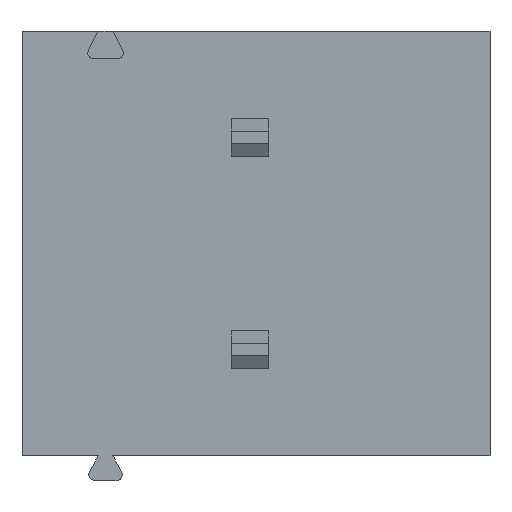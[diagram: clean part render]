
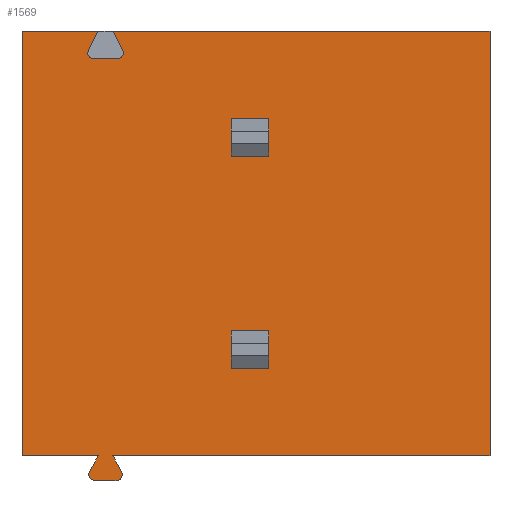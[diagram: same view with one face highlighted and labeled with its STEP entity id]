
A CAD part, front view. The second image highlights one B-rep face of the part: STEP entity #1569.
In plain terms, the highlighted planar face has unit normal (0, -1, 0).
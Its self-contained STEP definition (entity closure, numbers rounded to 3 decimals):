
#38=DIRECTION('',(1.,0.,0.));
#39=VECTOR('',#38,1.81);
#40=CARTESIAN_POINT('',(-5.46,-7.696,7.62));
#41=LINE('',#40,#39);
#85=DIRECTION('',(1.,0.,0.));
#86=VECTOR('',#85,9.01);
#87=CARTESIAN_POINT('',(-3.27,-7.696,7.62));
#88=LINE('',#87,#86);
#119=DIRECTION('',(1.,0.,0.));
#120=VECTOR('',#119,0.9);
#121=CARTESIAN_POINT('',(-0.45,-7.696,-0.45));
#122=LINE('',#121,#120);
#123=DIRECTION('',(0.,0.,1.));
#124=VECTOR('',#123,0.9);
#125=CARTESIAN_POINT('',(0.45,-7.696,-0.45));
#126=LINE('',#125,#124);
#127=DIRECTION('',(1.,0.,0.));
#128=VECTOR('',#127,0.9);
#129=CARTESIAN_POINT('',(-0.45,-7.696,0.45));
#130=LINE('',#129,#128);
#131=DIRECTION('',(0.,0.,1.));
#132=VECTOR('',#131,0.9);
#133=CARTESIAN_POINT('',(-0.45,-7.696,-0.45));
#134=LINE('',#133,#132);
#135=DIRECTION('',(1.,0.,0.));
#136=VECTOR('',#135,0.9);
#137=CARTESIAN_POINT('',(-0.45,-7.696,4.63));
#138=LINE('',#137,#136);
#139=DIRECTION('',(0.,0.,1.));
#140=VECTOR('',#139,0.9);
#141=CARTESIAN_POINT('',(0.45,-7.696,4.63));
#142=LINE('',#141,#140);
#143=DIRECTION('',(1.,0.,0.));
#144=VECTOR('',#143,0.9);
#145=CARTESIAN_POINT('',(-0.45,-7.696,5.53));
#146=LINE('',#145,#144);
#147=DIRECTION('',(0.,0.,1.));
#148=VECTOR('',#147,0.9);
#149=CARTESIAN_POINT('',(-0.45,-7.696,4.63));
#150=LINE('',#149,#148);
#151=DIRECTION('',(-0.432,0.,0.902));
#152=VECTOR('',#151,0.514);
#153=CARTESIAN_POINT('',(-3.048,-7.696,7.156));
#154=LINE('',#153,#152);
#155=DIRECTION('',(-0.48,0.,0.877));
#156=VECTOR('',#155,0.431);
#157=CARTESIAN_POINT('',(-3.078,-7.696,
-2.918));
#158=LINE('',#157,#156);
#159=CARTESIAN_POINT('',(-3.21,-7.696,
-2.99));
#160=DIRECTION('',(0.,-1.,0.));
#161=DIRECTION('',(0.,0.,-1.));
#162=AXIS2_PLACEMENT_3D('',#159,#160,#161);
#164=DIRECTION('',(1.,0.,0.));
#165=VECTOR('',#164,0.5);
#166=CARTESIAN_POINT('',(-3.71,-7.696,
-3.14));
#167=LINE('',#166,#165);
#168=CARTESIAN_POINT('',(-3.71,-7.696,
-2.99));
#169=DIRECTION('',(0.,-1.,0.));
#170=DIRECTION('',(-0.877,0.,0.48));
#171=AXIS2_PLACEMENT_3D('',#168,#169,#170);
#173=DIRECTION('',(-0.48,0.,-0.877));
#174=VECTOR('',#173,0.431);
#175=CARTESIAN_POINT('',(-3.635,-7.696,-2.54));
#176=LINE('',#175,#174);
#177=DIRECTION('',(0.,0.,-1.));
#178=VECTOR('',#177,10.16);
#179=CARTESIAN_POINT('',(-5.46,-7.696,7.62));
#180=LINE('',#179,#178);
#181=DIRECTION('',(-0.432,0.,-0.902));
#182=VECTOR('',#181,0.514);
#183=CARTESIAN_POINT('',(-3.65,-7.696,7.62));
#184=LINE('',#183,#182);
#185=CARTESIAN_POINT('',(-3.755,-7.696,7.1));
#186=DIRECTION('',(0.,-1.,0.));
#187=DIRECTION('',(-0.902,0.,0.432));
#188=AXIS2_PLACEMENT_3D('',#185,#186,#187);
#190=DIRECTION('',(1.,0.,0.));
#191=VECTOR('',#190,0.59);
#192=CARTESIAN_POINT('',(-3.755,-7.696,6.97));
#193=LINE('',#192,#191);
#194=CARTESIAN_POINT('',(-3.165,-7.696,7.1));
#195=DIRECTION('',(0.,-1.,0.));
#196=DIRECTION('',(0.,0.,-1.));
#197=AXIS2_PLACEMENT_3D('',#194,#195,#196);
#311=DIRECTION('',(0.,0.,-1.));
#312=VECTOR('',#311,10.16);
#313=CARTESIAN_POINT('',(5.74,-7.696,7.62));
#314=LINE('',#313,#312);
#429=DIRECTION('',(1.,0.,0.));
#430=VECTOR('',#429,9.025);
#431=CARTESIAN_POINT('',(-3.285,-7.696,-2.54));
#432=LINE('',#431,#430);
#476=DIRECTION('',(1.,0.,0.));
#477=VECTOR('',#476,1.825);
#478=CARTESIAN_POINT('',(-5.46,-7.696,-2.54));
#479=LINE('',#478,#477);
#1120=CARTESIAN_POINT('',(5.74,-7.696,7.62));
#1122=VERTEX_POINT('',#1120);
#1140=CARTESIAN_POINT('',(-5.46,-7.696,7.62));
#1141=VERTEX_POINT('',#1140);
#1142=CARTESIAN_POINT('',(5.74,-7.696,-2.54));
#1144=VERTEX_POINT('',#1142);
#1162=CARTESIAN_POINT('',(-5.46,-7.696,-2.54));
#1163=VERTEX_POINT('',#1162);
#1178=CARTESIAN_POINT('',(-3.71,-7.696,
-3.14));
#1179=CARTESIAN_POINT('',(-3.21,-7.696,
-3.14));
#1180=VERTEX_POINT('',#1178);
#1181=VERTEX_POINT('',#1179);
#1182=CARTESIAN_POINT('',(-3.078,-7.696,
-2.918));
#1183=VERTEX_POINT('',#1182);
#1184=CARTESIAN_POINT('',(-3.842,-7.696,
-2.918));
#1185=VERTEX_POINT('',#1184);
#1186=CARTESIAN_POINT('',(-3.635,-7.696,-2.54));
#1187=VERTEX_POINT('',#1186);
#1188=CARTESIAN_POINT('',(-3.285,-7.696,-2.54));
#1189=VERTEX_POINT('',#1188);
#1226=CARTESIAN_POINT('',(-3.27,-7.696,7.62));
#1227=VERTEX_POINT('',#1226);
#1228=CARTESIAN_POINT('',(-3.65,-7.696,7.62));
#1229=VERTEX_POINT('',#1228);
#1230=CARTESIAN_POINT('',(-3.048,-7.696,
7.156));
#1231=VERTEX_POINT('',#1230);
#1232=CARTESIAN_POINT('',(-3.872,-7.696,
7.156));
#1233=VERTEX_POINT('',#1232);
#1234=CARTESIAN_POINT('',(-3.755,-7.696,
6.97));
#1235=VERTEX_POINT('',#1234);
#1236=CARTESIAN_POINT('',(-3.165,-7.696,
6.97));
#1237=VERTEX_POINT('',#1236);
#1238=CARTESIAN_POINT('',(-0.45,-7.696,-0.45));
#1239=CARTESIAN_POINT('',(0.45,-7.696,-0.45));
#1240=VERTEX_POINT('',#1238);
#1241=VERTEX_POINT('',#1239);
#1242=CARTESIAN_POINT('',(-0.45,-7.696,0.45));
#1243=CARTESIAN_POINT('',(0.45,-7.696,0.45));
#1244=VERTEX_POINT('',#1242);
#1245=VERTEX_POINT('',#1243);
#1396=CARTESIAN_POINT('',(-0.45,-7.696,4.63));
#1397=CARTESIAN_POINT('',(0.45,-7.696,4.63));
#1398=VERTEX_POINT('',#1396);
#1399=VERTEX_POINT('',#1397);
#1400=CARTESIAN_POINT('',(-0.45,-7.696,5.53));
#1401=CARTESIAN_POINT('',(0.45,-7.696,5.53));
#1402=VERTEX_POINT('',#1400);
#1403=VERTEX_POINT('',#1401);
#1513=CARTESIAN_POINT('',(-5.46,-7.696,7.62));
#1514=DIRECTION('',(0.,-1.,0.));
#1515=DIRECTION('',(1.,0.,0.));
#1516=AXIS2_PLACEMENT_3D('',#1513,#1514,#1515);
#1517=PLANE('',#1516);
#1518=ORIENTED_EDGE('',*,*,#1505,.T.);
#1519=ORIENTED_EDGE('',*,*,#1473,.T.);
#1521=ORIENTED_EDGE('',*,*,#1520,.T.);
#1523=ORIENTED_EDGE('',*,*,#1522,.F.);
#1525=ORIENTED_EDGE('',*,*,#1524,.F.);
#1527=ORIENTED_EDGE('',*,*,#1526,.F.);
#1529=ORIENTED_EDGE('',*,*,#1528,.F.);
#1531=ORIENTED_EDGE('',*,*,#1530,.F.);
#1533=ORIENTED_EDGE('',*,*,#1532,.F.);
#1535=ORIENTED_EDGE('',*,*,#1534,.F.);
#1537=ORIENTED_EDGE('',*,*,#1536,.F.);
#1538=ORIENTED_EDGE('',*,*,#1451,.T.);
#1540=ORIENTED_EDGE('',*,*,#1539,.T.);
#1542=ORIENTED_EDGE('',*,*,#1541,.T.);
#1544=ORIENTED_EDGE('',*,*,#1543,.T.);
#1546=ORIENTED_EDGE('',*,*,#1545,.T.);
#1547=EDGE_LOOP('',(#1518,#1519,#1521,#1523,#1525,#1527,#1529,#1531,#1533,#1535,
#1537,#1538,#1540,#1542,#1544,#1546));
#1548=FACE_OUTER_BOUND('',#1547,.F.);
#1550=ORIENTED_EDGE('',*,*,#1549,.T.);
#1552=ORIENTED_EDGE('',*,*,#1551,.T.);
#1554=ORIENTED_EDGE('',*,*,#1553,.F.);
#1556=ORIENTED_EDGE('',*,*,#1555,.F.);
#1557=EDGE_LOOP('',(#1550,#1552,#1554,#1556));
#1558=FACE_BOUND('',#1557,.F.);
#1560=ORIENTED_EDGE('',*,*,#1559,.T.);
#1562=ORIENTED_EDGE('',*,*,#1561,.T.);
#1564=ORIENTED_EDGE('',*,*,#1563,.F.);
#1566=ORIENTED_EDGE('',*,*,#1565,.F.);
#1567=EDGE_LOOP('',(#1560,#1562,#1564,#1566));
#1568=FACE_BOUND('',#1567,.F.);
#163=CIRCLE('',#162,0.15);
#172=CIRCLE('',#171,0.15);
#189=CIRCLE('',#188,0.13);
#198=CIRCLE('',#197,0.13);
#1451=EDGE_CURVE('',#1141,#1229,#41,.T.);
#1473=EDGE_CURVE('',#1227,#1122,#88,.T.);
#1505=EDGE_CURVE('',#1231,#1227,#154,.T.);
#1520=EDGE_CURVE('',#1122,#1144,#314,.T.);
#1522=EDGE_CURVE('',#1189,#1144,#432,.T.);
#1524=EDGE_CURVE('',#1183,#1189,#158,.T.);
#1526=EDGE_CURVE('',#1181,#1183,#163,.T.);
#1528=EDGE_CURVE('',#1180,#1181,#167,.T.);
#1530=EDGE_CURVE('',#1185,#1180,#172,.T.);
#1532=EDGE_CURVE('',#1187,#1185,#176,.T.);
#1534=EDGE_CURVE('',#1163,#1187,#479,.T.);
#1536=EDGE_CURVE('',#1141,#1163,#180,.T.);
#1539=EDGE_CURVE('',#1229,#1233,#184,.T.);
#1541=EDGE_CURVE('',#1233,#1235,#189,.T.);
#1543=EDGE_CURVE('',#1235,#1237,#193,.T.);
#1545=EDGE_CURVE('',#1237,#1231,#198,.T.);
#1549=EDGE_CURVE('',#1398,#1399,#138,.T.);
#1551=EDGE_CURVE('',#1399,#1403,#142,.T.);
#1553=EDGE_CURVE('',#1402,#1403,#146,.T.);
#1555=EDGE_CURVE('',#1398,#1402,#150,.T.);
#1559=EDGE_CURVE('',#1240,#1241,#122,.T.);
#1561=EDGE_CURVE('',#1241,#1245,#126,.T.);
#1563=EDGE_CURVE('',#1244,#1245,#130,.T.);
#1565=EDGE_CURVE('',#1240,#1244,#134,.T.);
#1569=ADVANCED_FACE('',(#1548,#1558,#1568),#1517,.T.);
